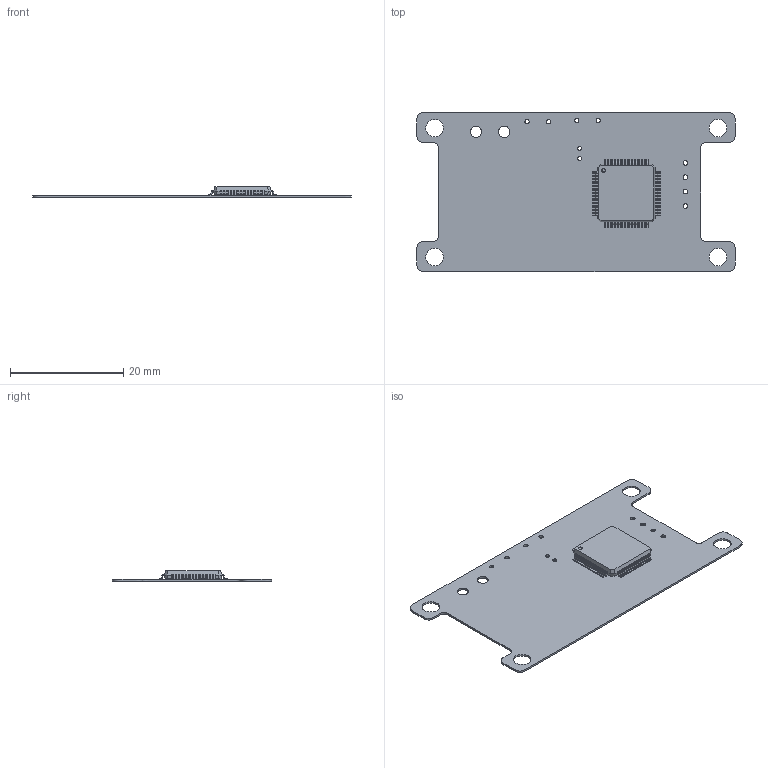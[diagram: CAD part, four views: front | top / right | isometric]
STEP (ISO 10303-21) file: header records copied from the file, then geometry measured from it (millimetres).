
FILE_DESCRIPTION(('Open CASCADE Model'),'2;1');
FILE_NAME('Open CASCADE Shape Model','2020-11-15T19:50:10',('Author'),( 'Open CASCADE'),'Open CASCADE STEP processor 6.8','Open CASCADE 6.8' ,'Unknown');
FILE_SCHEMA(('AUTOMOTIVE_DESIGN { 1 0 10303 214 1 1 1 1 }'));
Length unit declared in the file: millimetre
Products named in the file (1): PCB
Bounding box: 56.13 x 28.07 x 1.85 mm (x, y, z)
Volume: 469.9 mm3; surface area: 3133.5 mm2
Topology: 1 solids, 856 shells, 900 faces, 5201 edges, 5158 vertices
Faces by surface type: plane 614, cylinder 284, cone 2
Full cylindrical faces by diameter (mm): 0.711 x2, 0.762 x4, 0.813 x4, 2 x2, 3.1 x4
Entity records: 57730 total; most frequent: CARTESIAN_POINT 11260, DIRECTION 8091, ORIENTED_EDGE 5330, EDGE_CURVE 5201, VERTEX_POINT 5158, LINE 4113, VECTOR 4113, AXIS2_PLACEMENT_3D 1989
